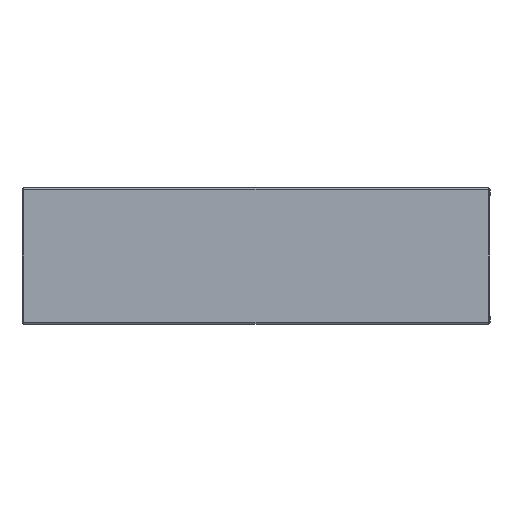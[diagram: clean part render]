
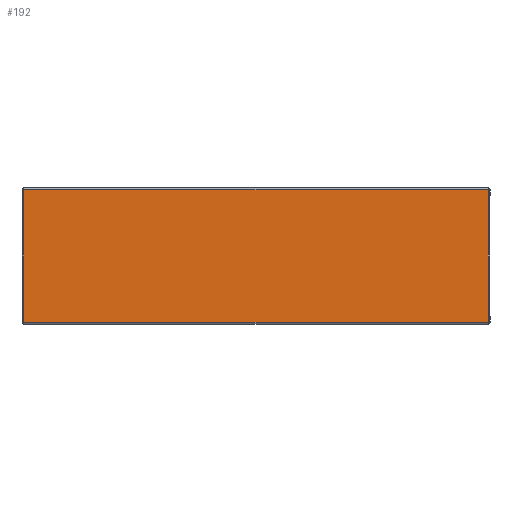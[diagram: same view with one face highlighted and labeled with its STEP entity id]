
A CAD part, left-side view. The second image highlights one B-rep face of the part: STEP entity #192.
In plain terms, the highlighted planar face has unit normal (-1, 0, 0).
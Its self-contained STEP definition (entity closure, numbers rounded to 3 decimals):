
#192 = ADVANCED_FACE ( 'NONE', ( #431 ), #3403, .F. ) ;
#411 = LINE ( 'NONE', #3489, #2738 ) ;
#431 = FACE_OUTER_BOUND ( 'NONE', #1970, .T. ) ;
#464 = VECTOR ( 'NONE', #3993, 1000. ) ;
#695 = ORIENTED_EDGE ( 'NONE', *, *, #1348, .T. ) ;
#1269 = LINE ( 'NONE', #3905, #4599 ) ;
#1348 = EDGE_CURVE ( 'NONE', #5354, #1873, #5052, .T. ) ;
#1551 = CARTESIAN_POINT ( 'NONE',  ( -1., 0.595, 0.345 ) ) ;
#1575 = CARTESIAN_POINT ( 'NONE',  ( -1., 0.595, 0.02 ) ) ;
#1740 = DIRECTION ( 'NONE',  ( 0., -1., 0. ) ) ;
#1847 = CARTESIAN_POINT ( 'NONE',  ( -1., -0.595, 0.345 ) ) ;
#1873 = VERTEX_POINT ( 'NONE', #2963 ) ;
#1970 = EDGE_LOOP ( 'NONE', ( #4198, #695, #5325, #3536 ) ) ;
#2077 = CARTESIAN_POINT ( 'NONE',  ( -1., -0.595, 0.005 ) ) ;
#2738 = VECTOR ( 'NONE', #3918, 1000. ) ;
#2863 = DIRECTION ( 'NONE',  ( 1., 0., 0. ) ) ;
#2884 = CARTESIAN_POINT ( 'NONE',  ( -1., -0.6, 0.02 ) ) ;
#2963 = CARTESIAN_POINT ( 'NONE',  ( -1., 0.595, 0.005 ) ) ;
#3064 = AXIS2_PLACEMENT_3D ( 'NONE', #2884, #2863, #5588 ) ;
#3403 = PLANE ( 'NONE',  #3064 ) ;
#3489 = CARTESIAN_POINT ( 'NONE',  ( -1., -0.6, 0.345 ) ) ;
#3536 = ORIENTED_EDGE ( 'NONE', *, *, #5452, .T. ) ;
#3554 = CARTESIAN_POINT ( 'NONE',  ( -1., -0.595, 0.02 ) ) ;
#3706 = EDGE_CURVE ( 'NONE', #4587, #5354, #411, .T. ) ;
#3760 = VECTOR ( 'NONE', #4104, 1000. ) ;
#3905 = CARTESIAN_POINT ( 'NONE',  ( -1., -0.6, 0.005 ) ) ;
#3918 = DIRECTION ( 'NONE',  ( 0., 1., 0. ) ) ;
#3993 = DIRECTION ( 'NONE',  ( 0., 0., 1. ) ) ;
#4104 = DIRECTION ( 'NONE',  ( 0., 0., -1. ) ) ;
#4198 = ORIENTED_EDGE ( 'NONE', *, *, #3706, .T. ) ;
#4420 = VERTEX_POINT ( 'NONE', #2077 ) ;
#4587 = VERTEX_POINT ( 'NONE', #1847 ) ;
#4599 = VECTOR ( 'NONE', #1740, 1000. ) ;
#5036 = EDGE_CURVE ( 'NONE', #1873, #4420, #1269, .T. ) ;
#5052 = LINE ( 'NONE', #1575, #3760 ) ;
#5096 = LINE ( 'NONE', #3554, #464 ) ;
#5325 = ORIENTED_EDGE ( 'NONE', *, *, #5036, .T. ) ;
#5354 = VERTEX_POINT ( 'NONE', #1551 ) ;
#5452 = EDGE_CURVE ( 'NONE', #4420, #4587, #5096, .T. ) ;
#5588 = DIRECTION ( 'NONE',  ( 0., 0., -1. ) ) ;
